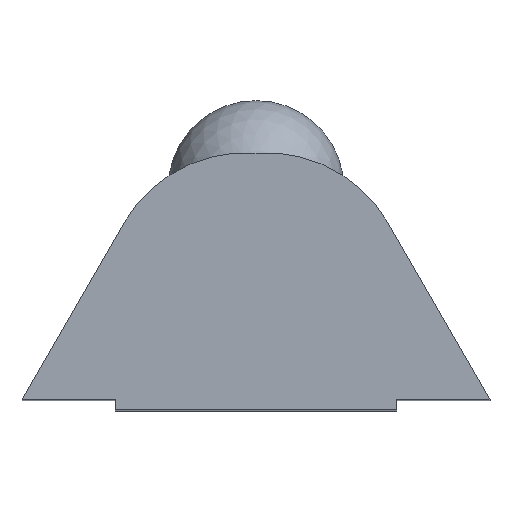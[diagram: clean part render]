
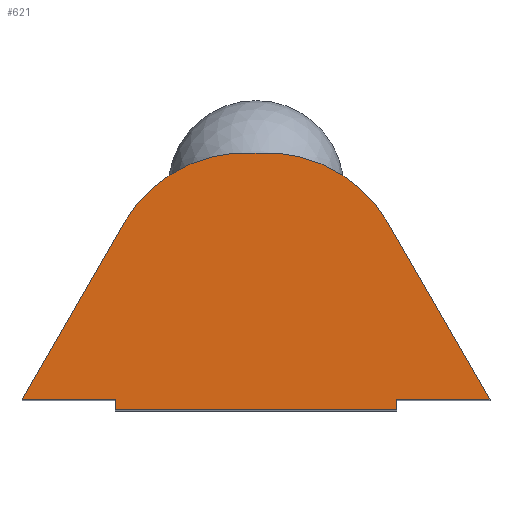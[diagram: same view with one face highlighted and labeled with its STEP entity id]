
A CAD part, top view. The second image highlights one B-rep face of the part: STEP entity #621.
In plain terms, the highlighted planar face has unit normal (0, 0, 1).
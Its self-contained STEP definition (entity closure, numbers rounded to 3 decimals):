
#1 = CARTESIAN_POINT ( 'NONE',  ( 6.65, 0., 0. ) ) ;
#16 = VERTEX_POINT ( 'NONE', #183 ) ;
#21 = CARTESIAN_POINT ( 'NONE',  ( 0., 7., 0. ) ) ;
#46 = CARTESIAN_POINT ( 'NONE',  ( -6.65, 0., 0. ) ) ;
#63 = LINE ( 'NONE', #192, #589 ) ;
#67 = AXIS2_PLACEMENT_3D ( 'NONE', #643, #268, #71 ) ;
#71 = DIRECTION ( 'NONE',  ( 1., 0., 0. ) ) ;
#77 = LINE ( 'NONE', #188, #285 ) ;
#97 = VERTEX_POINT ( 'NONE', #318 ) ;
#115 = VECTOR ( 'NONE', #547, 1000. ) ;
#118 = EDGE_CURVE ( 'NONE', #16, #407, #430, .T. ) ;
#125 = DIRECTION ( 'NONE',  ( -1., 0., 0. ) ) ;
#127 = DIRECTION ( 'NONE',  ( 0.5, 0.866, 0. ) ) ;
#136 = CARTESIAN_POINT ( 'NONE',  ( 4., 0., 0. ) ) ;
#181 = EDGE_CURVE ( 'NONE', #97, #382, #218, .T. ) ;
#182 = VERTEX_POINT ( 'NONE', #294 ) ;
#183 = CARTESIAN_POINT ( 'NONE',  ( 3.757, 5.011, 0. ) ) ;
#188 = CARTESIAN_POINT ( 'NONE',  ( -6.65, 0., 0. ) ) ;
#192 = CARTESIAN_POINT ( 'NONE',  ( 6.65, 0., 0. ) ) ;
#199 = DIRECTION ( 'NONE',  ( 1., 0., 0. ) ) ;
#215 = VERTEX_POINT ( 'NONE', #677 ) ;
#218 = LINE ( 'NONE', #361, #340 ) ;
#227 = FACE_OUTER_BOUND ( 'NONE', #393, .T. ) ;
#246 = EDGE_CURVE ( 'NONE', #327, #407, #376, .T. ) ;
#257 = DIRECTION ( 'NONE',  ( -0.5, 0.866, 0. ) ) ;
#268 = DIRECTION ( 'NONE',  ( 0., 0., 1. ) ) ;
#273 = ORIENTED_EDGE ( 'NONE', *, *, #118, .T. ) ;
#282 = CARTESIAN_POINT ( 'NONE',  ( 4., 0., 0. ) ) ;
#285 = VECTOR ( 'NONE', #127, 1000. ) ;
#291 = AXIS2_PLACEMENT_3D ( 'NONE', #395, #700, #705 ) ;
#294 = CARTESIAN_POINT ( 'NONE',  ( -4., 0., 0. ) ) ;
#318 = CARTESIAN_POINT ( 'NONE',  ( -4., -0.3, 0. ) ) ;
#323 = CARTESIAN_POINT ( 'NONE',  ( 4., -0.3, 0. ) ) ;
#325 = AXIS2_PLACEMENT_3D ( 'NONE', #691, #626, #199 ) ;
#327 = VERTEX_POINT ( 'NONE', #571 ) ;
#338 = LINE ( 'NONE', #726, #115 ) ;
#340 = VECTOR ( 'NONE', #605, 1000. ) ;
#361 = CARTESIAN_POINT ( 'NONE',  ( 4., -0.3, 0. ) ) ;
#369 = VERTEX_POINT ( 'NONE', #568 ) ;
#372 = LINE ( 'NONE', #282, #550 ) ;
#376 = CIRCLE ( 'NONE', #291, 4. ) ;
#382 = VERTEX_POINT ( 'NONE', #323 ) ;
#393 = EDGE_LOOP ( 'NONE', ( #273, #711, #706, #480, #471, #771, #622, #475, #759 ) ) ;
#395 = CARTESIAN_POINT ( 'NONE',  ( -0.293, 3.011, 0. ) ) ;
#407 = VERTEX_POINT ( 'NONE', #21 ) ;
#430 = CIRCLE ( 'NONE', #67, 4. ) ;
#471 = ORIENTED_EDGE ( 'NONE', *, *, #494, .F. ) ;
#475 = ORIENTED_EDGE ( 'NONE', *, *, #667, .T. ) ;
#480 = ORIENTED_EDGE ( 'NONE', *, *, #518, .F. ) ;
#494 = EDGE_CURVE ( 'NONE', #97, #182, #338, .T. ) ;
#518 = EDGE_CURVE ( 'NONE', #182, #215, #806, .T. ) ;
#547 = DIRECTION ( 'NONE',  ( 0., 1., 0. ) ) ;
#550 = VECTOR ( 'NONE', #714, 1000. ) ;
#559 = PLANE ( 'NONE',  #325 ) ;
#566 = EDGE_CURVE ( 'NONE', #215, #327, #77, .T. ) ;
#568 = CARTESIAN_POINT ( 'NONE',  ( 6.65, 0., 0. ) ) ;
#571 = CARTESIAN_POINT ( 'NONE',  ( -3.757, 5.011, 0. ) ) ;
#589 = VECTOR ( 'NONE', #257, 1000. ) ;
#605 = DIRECTION ( 'NONE',  ( 1., 0., 0. ) ) ;
#613 = VECTOR ( 'NONE', #125, 1000. ) ;
#616 = EDGE_CURVE ( 'NONE', #369, #16, #63, .T. ) ;
#621 = ADVANCED_FACE ( 'NONE', ( #227 ), #559, .T. ) ;
#622 = ORIENTED_EDGE ( 'NONE', *, *, #809, .T. ) ;
#626 = DIRECTION ( 'NONE',  ( 0., 0., 1. ) ) ;
#643 = CARTESIAN_POINT ( 'NONE',  ( 0.293, 3.011, 0. ) ) ;
#667 = EDGE_CURVE ( 'NONE', #766, #369, #747, .T. ) ;
#677 = CARTESIAN_POINT ( 'NONE',  ( -6.65, 0., 0. ) ) ;
#691 = CARTESIAN_POINT ( 'NONE',  ( 0.293, 3.011, 0. ) ) ;
#700 = DIRECTION ( 'NONE',  ( 0., 0., -1. ) ) ;
#705 = DIRECTION ( 'NONE',  ( -1., 0., 0. ) ) ;
#706 = ORIENTED_EDGE ( 'NONE', *, *, #566, .F. ) ;
#711 = ORIENTED_EDGE ( 'NONE', *, *, #246, .F. ) ;
#714 = DIRECTION ( 'NONE',  ( 0., 1., 0. ) ) ;
#726 = CARTESIAN_POINT ( 'NONE',  ( -4., 0., 0. ) ) ;
#737 = VECTOR ( 'NONE', #753, 1000. ) ;
#747 = LINE ( 'NONE', #1, #737 ) ;
#753 = DIRECTION ( 'NONE',  ( 1., 0., 0. ) ) ;
#759 = ORIENTED_EDGE ( 'NONE', *, *, #616, .T. ) ;
#766 = VERTEX_POINT ( 'NONE', #136 ) ;
#771 = ORIENTED_EDGE ( 'NONE', *, *, #181, .T. ) ;
#806 = LINE ( 'NONE', #46, #613 ) ;
#809 = EDGE_CURVE ( 'NONE', #382, #766, #372, .T. ) ;
